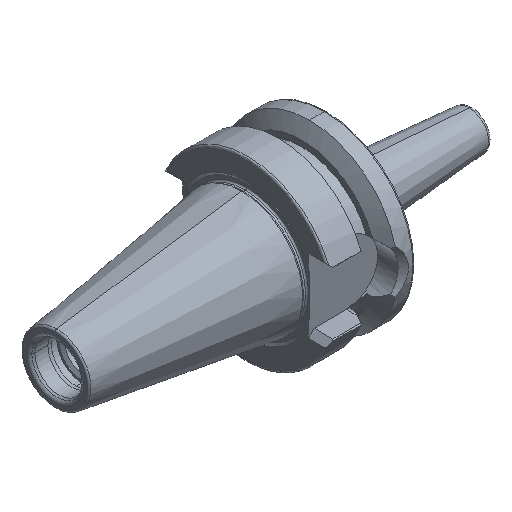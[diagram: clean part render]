
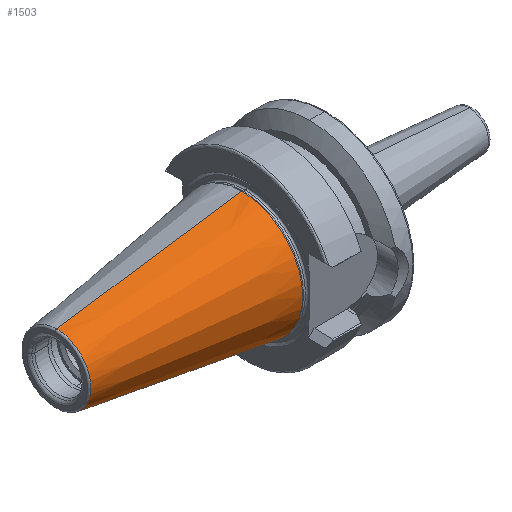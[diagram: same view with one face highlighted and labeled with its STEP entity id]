
A CAD part, isometric view. The second image highlights one B-rep face of the part: STEP entity #1503.
In plain terms, the highlighted conical face has half-angle 8.297 degrees and reference radius 12.377 mm.
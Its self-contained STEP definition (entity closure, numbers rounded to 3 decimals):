
#20=CARTESIAN_POINT('',(0.,0.,0.));
#21=DIRECTION('',(1.,0.,0.));
#22=DIRECTION('',(0.,0.,1.));
#23=AXIS2_PLACEMENT_3D('',#20,#21,#22);
#25=DIRECTION('',(-0.99,0.,0.144));
#26=VECTOR('',#25,48.48);
#27=CARTESIAN_POINT('',(0.,0.,
-15.875));
#28=LINE('',#27,#26);
#29=CARTESIAN_POINT('',(-47.972,0.,0.));
#30=DIRECTION('',(-1.,0.,0.));
#31=DIRECTION('',(0.,0.,-1.));
#32=AXIS2_PLACEMENT_3D('',#29,#30,#31);
#34=DIRECTION('',(-0.99,0.,-0.144));
#35=VECTOR('',#34,48.48);
#36=CARTESIAN_POINT('',(0.,0.,
15.875));
#37=LINE('',#36,#35);
#1224=CARTESIAN_POINT('',(-47.972,0.,8.879));
#1225=CARTESIAN_POINT('',(-47.972,0.,-8.879));
#1226=VERTEX_POINT('',#1224);
#1227=VERTEX_POINT('',#1225);
#1228=CARTESIAN_POINT('',(0.,0.,15.875));
#1229=CARTESIAN_POINT('',(0.,0.,-15.875));
#1230=VERTEX_POINT('',#1228);
#1231=VERTEX_POINT('',#1229);
#1491=CARTESIAN_POINT('',(-23.986,0.,0.));
#1492=DIRECTION('',(1.,0.,0.));
#1493=DIRECTION('',(0.,0.,1.));
#1494=AXIS2_PLACEMENT_3D('',#1491,#1492,#1493);
#1495=CONICAL_SURFACE('',#1494,12.377,8.297);
#1496=ORIENTED_EDGE('',*,*,#1482,.T.);
#1497=ORIENTED_EDGE('',*,*,#1457,.T.);
#1499=ORIENTED_EDGE('',*,*,#1498,.T.);
#1500=ORIENTED_EDGE('',*,*,#1453,.F.);
#1501=EDGE_LOOP('',(#1496,#1497,#1499,#1500));
#1502=FACE_OUTER_BOUND('',#1501,.F.);
#1503=ADVANCED_FACE('',(#1502),#1495,.T.);
#24=CIRCLE('',#23,15.875);
#33=CIRCLE('',#32,8.879);
#1453=EDGE_CURVE('',#1230,#1226,#37,.T.);
#1457=EDGE_CURVE('',#1231,#1227,#28,.T.);
#1482=EDGE_CURVE('',#1230,#1231,#24,.T.);
#1498=EDGE_CURVE('',#1227,#1226,#33,.T.);
